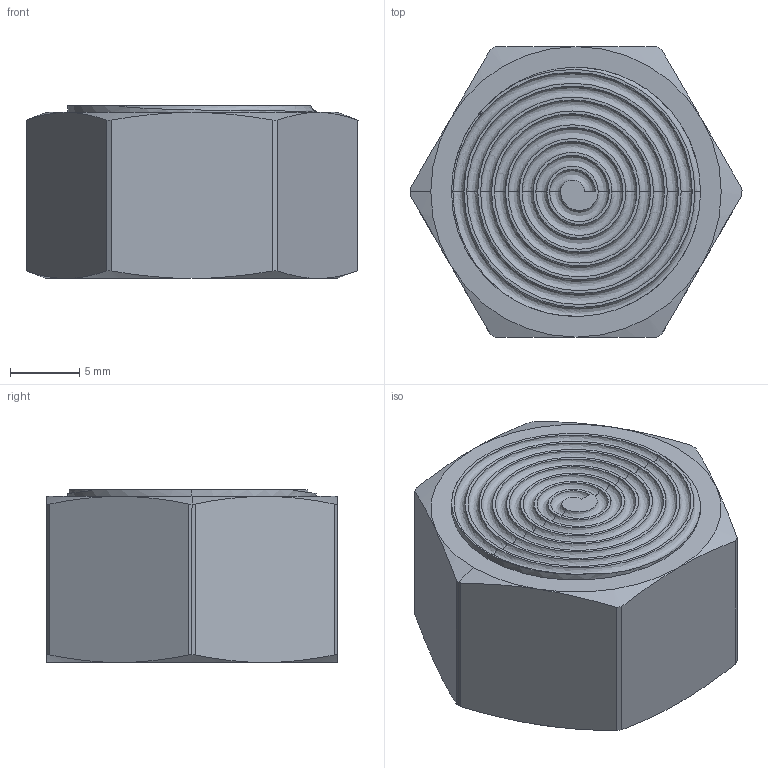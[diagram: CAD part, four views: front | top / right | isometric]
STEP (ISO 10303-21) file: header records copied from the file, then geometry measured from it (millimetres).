
FILE_DESCRIPTION (( 'STEP AP214' ), '1' );
FILE_NAME ('E30524_3D.STEP', '2022-03-28T14:32:36', ( '' ), ( '' ), 'SwSTEP 2.0', 'SolidWorks 2021', '' );
FILE_SCHEMA (( 'AUTOMOTIVE_DESIGN' ));
Length unit declared in the file: inch
Products named in the file (1): E30524_3D
Bounding box: 24 x 21 x 12.5 mm (x, y, z)
Volume: 4493.3 mm3; surface area: 1869.4 mm2
Topology: 1 solids, 1 shells, 53 faces, 136 edges, 85 vertices
Faces by surface type: bspline 17, cone 15, cylinder 11, plane 10
Entity records: 2044 total; most frequent: CARTESIAN_POINT 769, ORIENTED_EDGE 268, DIRECTION 267, EDGE_CURVE 134, AXIS2_PLACEMENT_3D 123, CIRCLE 86, VERTEX_POINT 85, EDGE_LOOP 55
